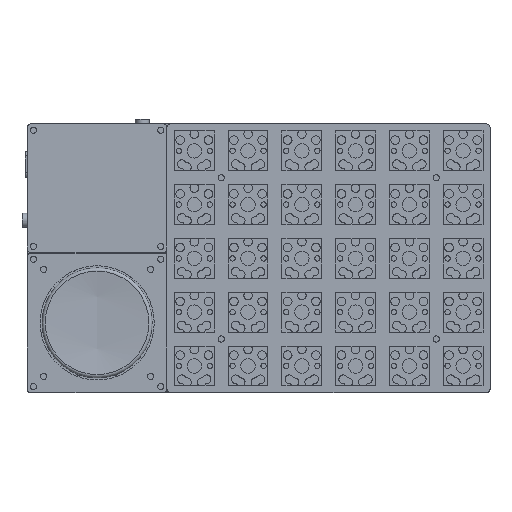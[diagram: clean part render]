
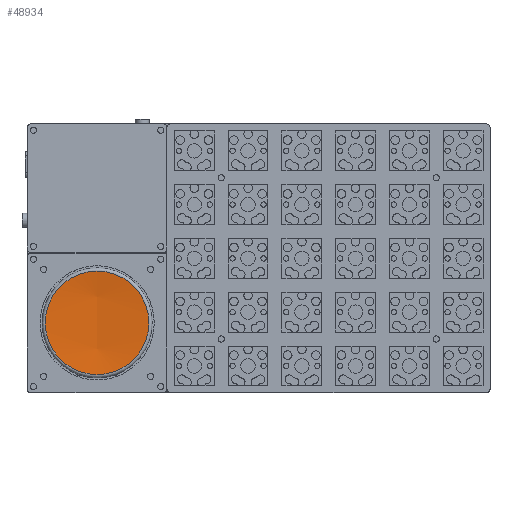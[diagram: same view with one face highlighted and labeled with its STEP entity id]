
A CAD part, top view. The second image highlights one B-rep face of the part: STEP entity #48934.
In plain terms, the highlighted spherical face has radius 126.434 mm.
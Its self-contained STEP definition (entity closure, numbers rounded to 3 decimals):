
#545=SPHERICAL_SURFACE('',#51554,126.434);
#2044=CIRCLE('',#51555,18.355);
#2045=CIRCLE('',#51556,18.355);
#2046=CIRCLE('',#51557,18.355);
#3208=FACE_OUTER_BOUND('',#5662,.T.);
#5662=EDGE_LOOP('',(#32819,#32820,#32821));
#20936=VERTEX_POINT('',#68501);
#20937=VERTEX_POINT('',#68502);
#20938=VERTEX_POINT('',#68504);
#25672=EDGE_CURVE('',#20936,#20937,#2044,.T.);
#25673=EDGE_CURVE('',#20938,#20936,#2045,.T.);
#25674=EDGE_CURVE('',#20937,#20938,#2046,.T.);
#32819=ORIENTED_EDGE('',*,*,#25672,.F.);
#32820=ORIENTED_EDGE('',*,*,#25673,.F.);
#32821=ORIENTED_EDGE('',*,*,#25674,.F.);
#48934=ADVANCED_FACE('',(#3208),#545,.F.);
#51554=AXIS2_PLACEMENT_3D('',#68500,#55234,#55235);
#51555=AXIS2_PLACEMENT_3D('',#68503,#55236,#55237);
#51556=AXIS2_PLACEMENT_3D('',#68505,#55238,#55239);
#51557=AXIS2_PLACEMENT_3D('',#68506,#55240,#55241);
#55234=DIRECTION('center_axis',(1.,0.,0.));
#55235=DIRECTION('ref_axis',(0.,-1.,0.));
#55236=DIRECTION('center_axis',(0.,0.,
-1.));
#55237=DIRECTION('ref_axis',(1.,0.,0.));
#55238=DIRECTION('center_axis',(0.,0.,
-1.));
#55239=DIRECTION('ref_axis',(1.,0.,0.));
#55240=DIRECTION('center_axis',(0.,0.,
-1.));
#55241=DIRECTION('ref_axis',(1.,0.,0.));
#68500=CARTESIAN_POINT('Origin',(63.218,-80.443,148.734));
#68501=CARTESIAN_POINT('',(63.218,-62.088,23.639));
#68502=CARTESIAN_POINT('',(63.218,-98.798,23.639));
#68503=CARTESIAN_POINT('Origin',(63.218,-80.443,23.639));
#68504=CARTESIAN_POINT('',(44.863,-80.443,23.639));
#68505=CARTESIAN_POINT('Origin',(63.218,-80.443,23.639));
#68506=CARTESIAN_POINT('Origin',(63.218,-80.443,23.639));
